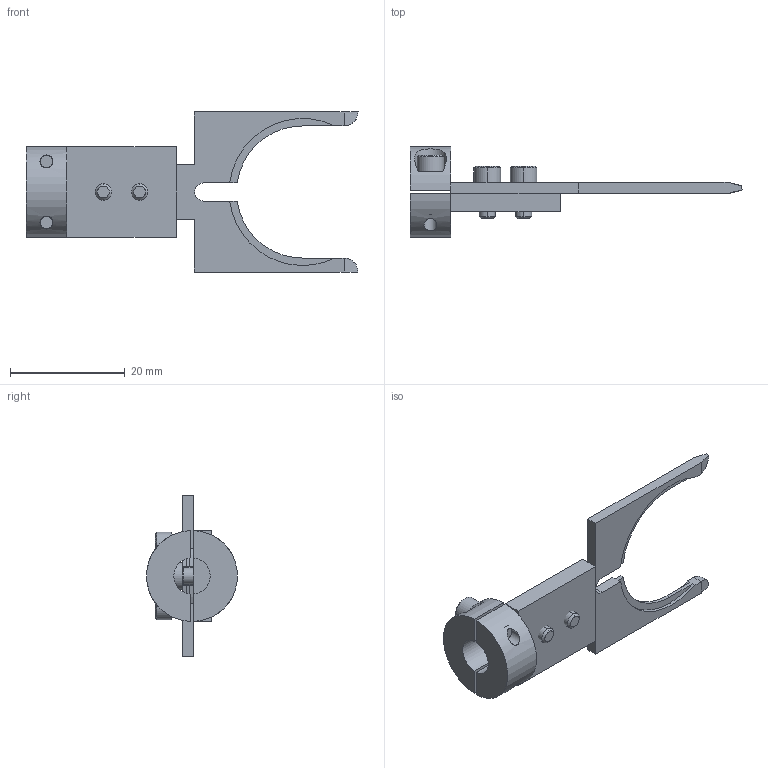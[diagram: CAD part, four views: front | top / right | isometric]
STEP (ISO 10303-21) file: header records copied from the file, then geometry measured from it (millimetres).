
FILE_DESCRIPTION (( 'STEP AP214' ), '1' );
FILE_NAME ('SN100284-01, SPFF-.4, .25.STEP', '2020-05-07T20:06:36', ( '' ), ( '' ), 'SwSTEP 2.0', 'SolidWorks 2010', '' );
FILE_SCHEMA (( 'AUTOMOTIVE_DESIGN' ));
Length unit declared in the file: inch
Products named in the file (1): SN100284-01, SPFF-.4, .25
Bounding box: 57.94 x 15.88 x 27.94 mm (x, y, z)
Surface area: 3683.8 mm2 (no closed solid volume)
Topology: 0 solids, 12 shells, 153 faces, 396 edges, 256 vertices
Faces by surface type: plane 88, cylinder 41, cone 24
Entity records: 6827 total; most frequent: CARTESIAN_POINT 1032, DIRECTION 826, ORIENTED_EDGE 718, EDGE_CURVE 388, AXIS2_PLACEMENT_3D 298, VERTEX_POINT 256, VECTOR 230, LINE 230
